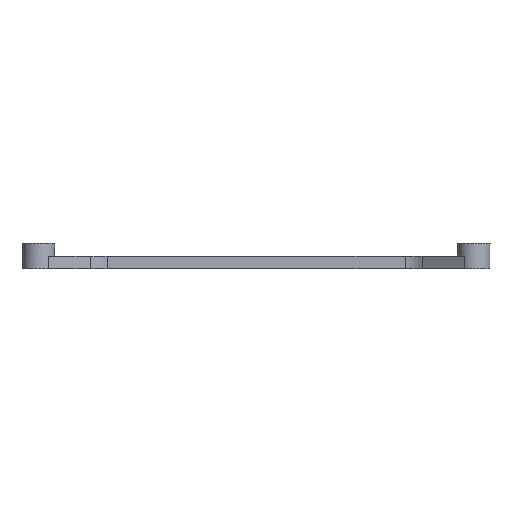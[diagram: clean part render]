
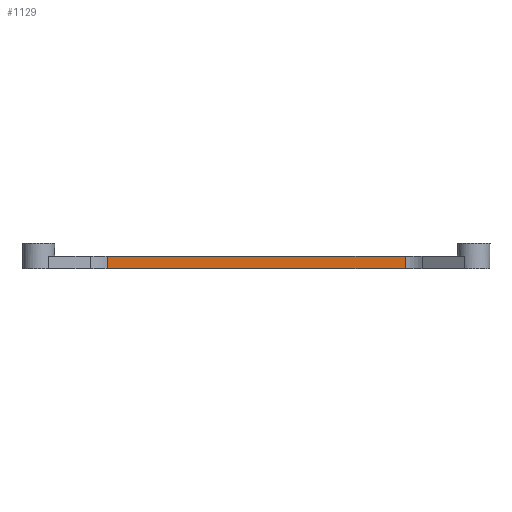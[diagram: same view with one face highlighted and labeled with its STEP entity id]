
A CAD part, front view. The second image highlights one B-rep face of the part: STEP entity #1129.
In plain terms, the highlighted planar face has unit normal (0, -1, 0).
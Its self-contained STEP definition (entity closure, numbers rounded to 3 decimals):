
#58=PLANE('',#1256);
#98=FACE_OUTER_BOUND('',#171,.T.);
#171=EDGE_LOOP('',(#866,#867,#868,#869));
#246=LINE('',#1764,#334);
#274=LINE('',#1871,#362);
#277=LINE('',#1880,#365);
#279=LINE('',#1883,#367);
#334=VECTOR('',#1386,10.);
#362=VECTOR('',#1490,10.);
#365=VECTOR('',#1499,10.);
#367=VECTOR('',#1503,10.);
#502=VERTEX_POINT('',#1761);
#503=VERTEX_POINT('',#1763);
#543=VERTEX_POINT('',#1867);
#547=VERTEX_POINT('',#1878);
#613=EDGE_CURVE('',#502,#503,#246,.T.);
#667=EDGE_CURVE('',#503,#543,#274,.T.);
#671=EDGE_CURVE('',#547,#502,#277,.T.);
#673=EDGE_CURVE('',#543,#547,#279,.T.);
#866=ORIENTED_EDGE('',*,*,#667,.F.);
#867=ORIENTED_EDGE('',*,*,#613,.F.);
#868=ORIENTED_EDGE('',*,*,#671,.F.);
#869=ORIENTED_EDGE('',*,*,#673,.F.);
#1129=ADVANCED_FACE('',(#98),#58,.T.);
#1256=AXIS2_PLACEMENT_3D('',#1882,#1501,#1502);
#1386=DIRECTION('',(-1.,0.,0.));
#1490=DIRECTION('',(0.,0.,1.));
#1499=DIRECTION('',(0.,0.,-1.));
#1501=DIRECTION('center_axis',(0.,-1.,0.));
#1502=DIRECTION('ref_axis',(-1.,0.,0.));
#1503=DIRECTION('',(1.,0.,0.));
#1761=CARTESIAN_POINT('',(89.714,9.9,-6.));
#1763=CARTESIAN_POINT('',(20.021,9.9,-6.));
#1764=CARTESIAN_POINT('',(73.369,9.9,-6.));
#1867=CARTESIAN_POINT('',(20.021,9.9,-3.));
#1871=CARTESIAN_POINT('',(20.021,9.9,-3.));
#1878=CARTESIAN_POINT('',(89.714,9.9,-3.));
#1880=CARTESIAN_POINT('',(89.714,9.9,-3.));
#1882=CARTESIAN_POINT('Origin',(91.918,9.9,-3.));
#1883=CARTESIAN_POINT('',(73.369,9.9,-3.));
